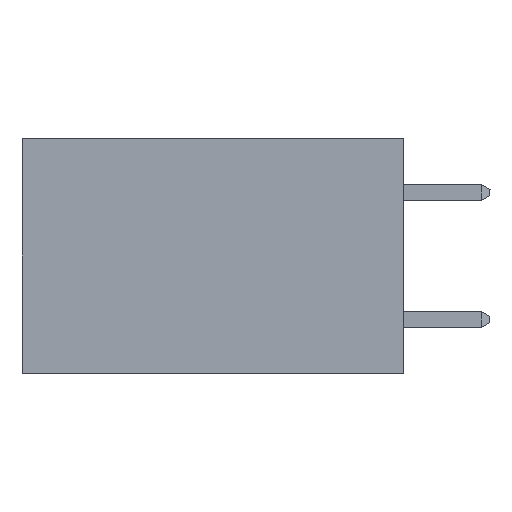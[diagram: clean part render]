
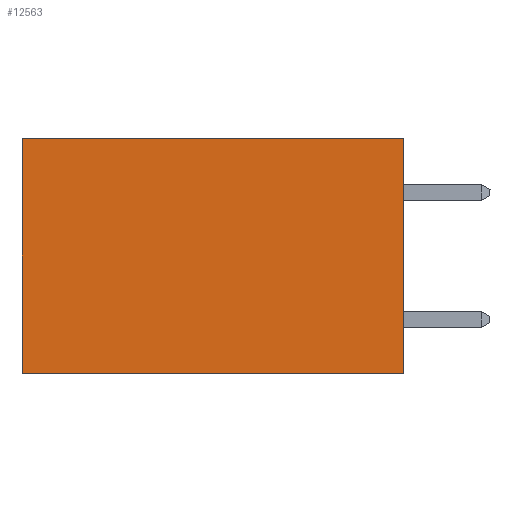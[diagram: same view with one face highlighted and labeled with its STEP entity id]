
A CAD part, left-side view. The second image highlights one B-rep face of the part: STEP entity #12563.
In plain terms, the highlighted planar face has unit normal (-1, 0, 0).
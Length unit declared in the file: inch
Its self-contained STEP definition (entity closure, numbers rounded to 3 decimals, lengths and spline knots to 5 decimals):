
#178 = DIRECTION ( 'NONE',  ( 0., 1., 0. ) ) ;
#1950 = ORIENTED_EDGE ( 'NONE', *, *, #13962, .T. ) ;
#2559 = FACE_OUTER_BOUND ( 'NONE', #14396, .T. ) ;
#3156 = LINE ( 'NONE', #13412, #12440 ) ;
#4320 = CARTESIAN_POINT ( 'NONE',  ( 0.2875, 0., 0. ) ) ;
#4546 = VECTOR ( 'NONE', #10427, 39.37008 ) ;
#4692 = CARTESIAN_POINT ( 'NONE',  ( 0.2875, 0., 0. ) ) ;
#5106 = LINE ( 'NONE', #11444, #4546 ) ;
#5502 = VERTEX_POINT ( 'NONE', #5517 ) ;
#5504 = EDGE_CURVE ( 'NONE', #6955, #5502, #3156, .T. ) ;
#5517 = CARTESIAN_POINT ( 'NONE',  ( 0.2875, 0.6, -0.37 ) ) ;
#5563 = DIRECTION ( 'NONE',  ( 0., 1., 0. ) ) ;
#5846 = VERTEX_POINT ( 'NONE', #6321 ) ;
#6321 = CARTESIAN_POINT ( 'NONE',  ( 0.2875, 0.6, 0. ) ) ;
#6480 = EDGE_CURVE ( 'NONE', #9623, #6955, #5106, .T. ) ;
#6612 = DIRECTION ( 'NONE',  ( 1., 0., 0. ) ) ;
#6713 = DIRECTION ( 'NONE',  ( 0., 0., -1. ) ) ;
#6955 = VERTEX_POINT ( 'NONE', #7920 ) ;
#7107 = LINE ( 'NONE', #9357, #12721 ) ;
#7121 = DIRECTION ( 'NONE',  ( 0., 0., -1. ) ) ;
#7920 = CARTESIAN_POINT ( 'NONE',  ( 0.2875, 0., -0.37 ) ) ;
#8756 = PLANE ( 'NONE',  #11012 ) ;
#9357 = CARTESIAN_POINT ( 'NONE',  ( 0.2875, 0.6, 0. ) ) ;
#9623 = VERTEX_POINT ( 'NONE', #13885 ) ;
#9819 = ORIENTED_EDGE ( 'NONE', *, *, #10260, .T. ) ;
#10260 = EDGE_CURVE ( 'NONE', #9623, #5846, #13353, .T. ) ;
#10427 = DIRECTION ( 'NONE',  ( 0., 0., -1. ) ) ;
#10539 = VECTOR ( 'NONE', #178, 39.37008 ) ;
#11012 = AXIS2_PLACEMENT_3D ( 'NONE', #4320, #6612, #6713 ) ;
#11444 = CARTESIAN_POINT ( 'NONE',  ( 0.2875, 0., 0. ) ) ;
#11908 = ORIENTED_EDGE ( 'NONE', *, *, #6480, .F. ) ;
#12440 = VECTOR ( 'NONE', #5563, 39.37008 ) ;
#12563 = ADVANCED_FACE ( 'NONE', ( #2559 ), #8756, .F. ) ;
#12721 = VECTOR ( 'NONE', #7121, 39.37008 ) ;
#13353 = LINE ( 'NONE', #4692, #10539 ) ;
#13412 = CARTESIAN_POINT ( 'NONE',  ( 0.2875, 0., -0.37 ) ) ;
#13885 = CARTESIAN_POINT ( 'NONE',  ( 0.2875, 0., 0. ) ) ;
#13910 = ORIENTED_EDGE ( 'NONE', *, *, #5504, .F. ) ;
#13962 = EDGE_CURVE ( 'NONE', #5846, #5502, #7107, .T. ) ;
#14396 = EDGE_LOOP ( 'NONE', ( #1950, #13910, #11908, #9819 ) ) ;
